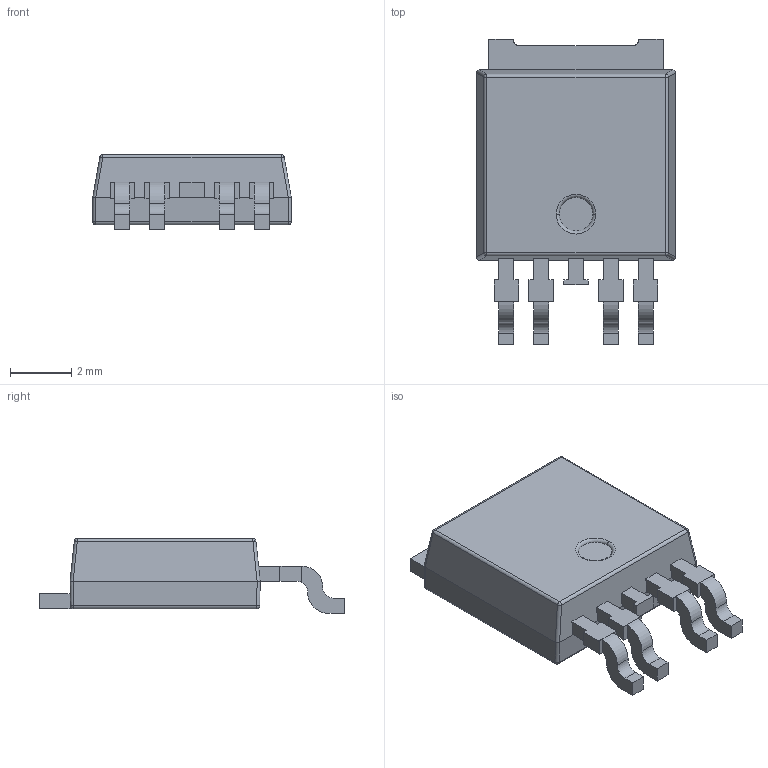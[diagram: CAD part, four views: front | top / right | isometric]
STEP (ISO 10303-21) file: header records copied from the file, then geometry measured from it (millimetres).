
FILE_DESCRIPTION (( 'STEP AP214' ), '1' );
FILE_NAME ('BTS5016SDA.STEP', '2022-09-07T07:43:49', ( '' ), ( '' ), 'SwSTEP 2.0', 'SolidWorks 2018', '' );
FILE_SCHEMA (( 'AUTOMOTIVE_DESIGN' ));
Length unit declared in the file: millimetre
Products named in the file (1): BTS5016SDA
Bounding box: 6.5 x 9.98 x 2.45 mm (x, y, z)
Volume: 95.9 mm3; surface area: 234.7 mm2
Topology: 7 solids, 7 shells, 156 faces, 399 edges, 258 vertices
Faces by surface type: plane 111, cylinder 35, sphere 8, torus 2
Entity records: 6443 total; most frequent: CARTESIAN_POINT 886, ORIENTED_EDGE 798, DIRECTION 789, EDGE_CURVE 399, VECTOR 307, LINE 307, VERTEX_POINT 258, AXIS2_PLACEMENT_3D 241
